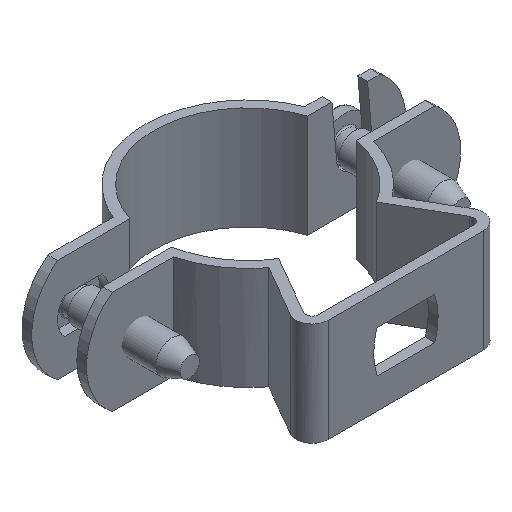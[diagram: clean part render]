
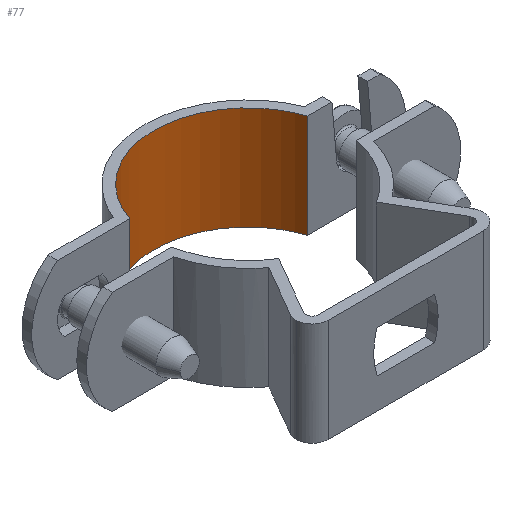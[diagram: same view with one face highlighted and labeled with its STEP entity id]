
A CAD part, isometric view. The second image highlights one B-rep face of the part: STEP entity #77.
In plain terms, the highlighted free-form (B-spline) face has degree [1, 2] with [2, 9] control points.
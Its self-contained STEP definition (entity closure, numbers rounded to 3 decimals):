
#77=ADVANCED_FACE('',(#238),#2430,.T.);
#238=FACE_OUTER_BOUND('',#405,.T.);
#405=EDGE_LOOP('',(#751,#752,#753,#754));
#751=ORIENTED_EDGE('',*,*,#1447,.F.);
#752=ORIENTED_EDGE('',*,*,#1446,.F.);
#753=ORIENTED_EDGE('',*,*,#1448,.T.);
#754=ORIENTED_EDGE('',*,*,#1444,.T.);
#1444=EDGE_CURVE('',#2226,#2222,#1810,.T.);
#1446=EDGE_CURVE('',#2227,#2215,#2004,.T.);
#1447=EDGE_CURVE('',#2215,#2222,#2005,.T.);
#1448=EDGE_CURVE('',#2227,#2226,#2006,.T.);
#1810=B_SPLINE_CURVE_WITH_KNOTS('',1,(#3642,#3643),.UNSPECIFIED.,.F.,.F.,
(2,2),(1.601,17.601),.UNSPECIFIED.);
#2004=(
BOUNDED_CURVE()
B_SPLINE_CURVE(1,(#3646,#3647),.UNSPECIFIED.,.F.,.F.)
B_SPLINE_CURVE_WITH_KNOTS((2,2),(-17.601,-1.601),
 .UNSPECIFIED.)
CURVE()
GEOMETRIC_REPRESENTATION_ITEM()
RATIONAL_B_SPLINE_CURVE((1.,1.))
REPRESENTATION_ITEM('')
);
#2005=(
BOUNDED_CURVE()
B_SPLINE_CURVE(2,(#3648,#3649,#3650,#3651,#3652),.UNSPECIFIED.,.F.,.F.)
B_SPLINE_CURVE_WITH_KNOTS((3,2,3),(-28.921,-17.267,
-5.613),.UNSPECIFIED.)
CURVE()
GEOMETRIC_REPRESENTATION_ITEM()
RATIONAL_B_SPLINE_CURVE((1.,0.809,1.,0.809,1.))
REPRESENTATION_ITEM('')
);
#2006=(
BOUNDED_CURVE()
B_SPLINE_CURVE(2,(#3653,#3654,#3655,#3656,#3657),.UNSPECIFIED.,.F.,.F.)
B_SPLINE_CURVE_WITH_KNOTS((3,2,3),(-28.921,-17.267,
-5.613),.UNSPECIFIED.)
CURVE()
GEOMETRIC_REPRESENTATION_ITEM()
RATIONAL_B_SPLINE_CURVE((1.,0.809,1.,0.809,1.))
REPRESENTATION_ITEM('')
);
#2215=VERTEX_POINT('',#3584);
#2222=VERTEX_POINT('',#3591);
#2226=VERTEX_POINT('',#3595);
#2227=VERTEX_POINT('',#3596);
#2430=(
BOUNDED_SURFACE()
B_SPLINE_SURFACE(1,2,((#3451,#3452,#3453,#3454,#3455,#3456,#3457,#3458,
#3459),(#3460,#3461,#3462,#3463,#3464,#3465,#3466,#3467,#3468)),
 .UNSPECIFIED.,.F.,.F.,.F.)
B_SPLINE_SURFACE_WITH_KNOTS((2,2),(3,2,2,2,3),(0.,19.202),(-2.321,
0.,28.422,56.843,61.643),.UNSPECIFIED.)
GEOMETRIC_REPRESENTATION_ITEM()
RATIONAL_B_SPLINE_SURFACE(((1.048,1.024,1.,0.707,
1.,0.707,1.,0.951,0.918),(1.048,
1.024,1.,0.707,1.,0.707,1.,0.951,
0.918)))
REPRESENTATION_ITEM('')
SURFACE()
);
#3451=CARTESIAN_POINT('',(-14.5,-1.478,9.601));
#3452=CARTESIAN_POINT('',(-14.5,-0.697,9.601));
#3453=CARTESIAN_POINT('',(-14.5,0.121,9.601));
#3454=CARTESIAN_POINT('',(-14.5,14.621,9.601));
#3455=CARTESIAN_POINT('',(0.,14.621,9.601));
#3456=CARTESIAN_POINT('',(14.5,14.621,9.601));
#3457=CARTESIAN_POINT('',(14.5,0.121,9.601));
#3458=CARTESIAN_POINT('',(14.5,-1.701,9.601));
#3459=CARTESIAN_POINT('',(14.049,-3.466,9.601));
#3460=CARTESIAN_POINT('',(-14.5,-1.478,-9.601));
#3461=CARTESIAN_POINT('',(-14.5,-0.697,-9.601));
#3462=CARTESIAN_POINT('',(-14.5,0.121,-9.601));
#3463=CARTESIAN_POINT('',(-14.5,14.621,-9.601));
#3464=CARTESIAN_POINT('',(0.,14.621,-9.601));
#3465=CARTESIAN_POINT('',(14.5,14.621,-9.601));
#3466=CARTESIAN_POINT('',(14.5,0.121,-9.601));
#3467=CARTESIAN_POINT('',(14.5,-1.701,-9.601));
#3468=CARTESIAN_POINT('',(14.049,-3.466,-9.601));
#3584=CARTESIAN_POINT('',(-13.784,4.621,8.));
#3591=CARTESIAN_POINT('',(13.784,4.621,8.));
#3595=CARTESIAN_POINT('',(13.784,4.621,-8.));
#3596=CARTESIAN_POINT('',(-13.784,4.621,-8.));
#3642=CARTESIAN_POINT('',(13.784,4.621,-8.));
#3643=CARTESIAN_POINT('',(13.784,4.621,8.));
#3646=CARTESIAN_POINT('',(-13.784,4.621,-8.));
#3647=CARTESIAN_POINT('',(-13.784,4.621,8.));
#3648=CARTESIAN_POINT('',(-13.784,4.621,8.));
#3649=CARTESIAN_POINT('',(-10.519,14.621,8.));
#3650=CARTESIAN_POINT('',(0.,14.621,8.));
#3651=CARTESIAN_POINT('',(10.519,14.621,8.));
#3652=CARTESIAN_POINT('',(13.784,4.621,8.));
#3653=CARTESIAN_POINT('',(-13.784,4.621,-8.));
#3654=CARTESIAN_POINT('',(-10.519,14.621,-8.));
#3655=CARTESIAN_POINT('',(0.,14.621,-8.));
#3656=CARTESIAN_POINT('',(10.519,14.621,-8.));
#3657=CARTESIAN_POINT('',(13.784,4.621,-8.));
